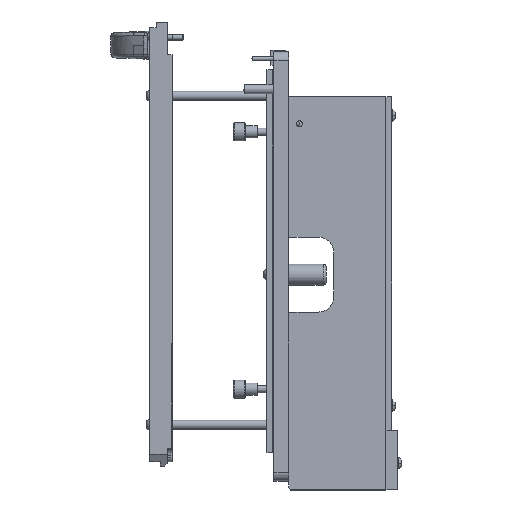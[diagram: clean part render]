
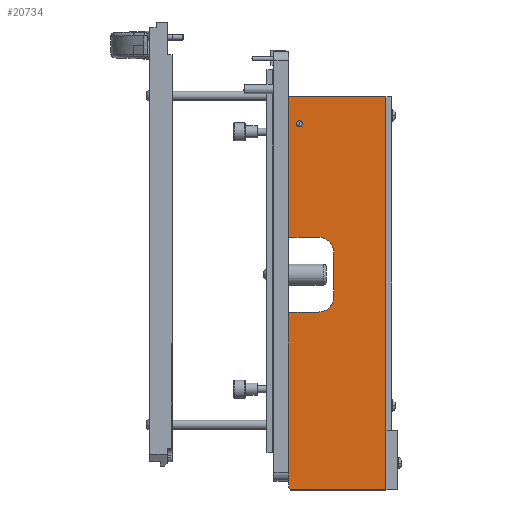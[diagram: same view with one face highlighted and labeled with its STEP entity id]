
A CAD part, left-side view. The second image highlights one B-rep face of the part: STEP entity #20734.
In plain terms, the highlighted face is planar.
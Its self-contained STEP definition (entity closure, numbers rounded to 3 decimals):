
#110 = LINE ( 'NONE', #6309, #6256 ) ;
#1246 = CARTESIAN_POINT ( 'NONE',  ( 5., 65., 12.5 ) ) ;
#1564 = VERTEX_POINT ( 'NONE', #27672 ) ;
#2048 = VECTOR ( 'NONE', #19254, 1000. ) ;
#2144 = DIRECTION ( 'NONE',  ( 1., 0., 0. ) ) ;
#2529 = DIRECTION ( 'NONE',  ( 0., -1., 0. ) ) ;
#2762 = DIRECTION ( 'NONE',  ( -1., 0., 0. ) ) ;
#3646 = EDGE_CURVE ( 'NONE', #20951, #7536, #40472, .T. ) ;
#4115 = CARTESIAN_POINT ( 'NONE',  ( 5., 0., -131.5 ) ) ;
#4378 = VERTEX_POINT ( 'NONE', #16457 ) ;
#4964 = VERTEX_POINT ( 'NONE', #44165 ) ;
#5279 = VERTEX_POINT ( 'NONE', #1246 ) ;
#5672 = DIRECTION ( 'NONE',  ( 0., 0., 1. ) ) ;
#6184 = CARTESIAN_POINT ( 'NONE',  ( 5., 65., 131.5 ) ) ;
#6256 = VECTOR ( 'NONE', #31889, 1000. ) ;
#6309 = CARTESIAN_POINT ( 'NONE',  ( 5., 0., 131.5 ) ) ;
#7536 = VERTEX_POINT ( 'NONE', #18337 ) ;
#7645 = ORIENTED_EDGE ( 'NONE', *, *, #11674, .F. ) ;
#8850 = ORIENTED_EDGE ( 'NONE', *, *, #3646, .F. ) ;
#8919 = ORIENTED_EDGE ( 'NONE', *, *, #19137, .F. ) ;
#9191 = VERTEX_POINT ( 'NONE', #4115 ) ;
#9408 = LINE ( 'NONE', #44251, #24587 ) ;
#9426 = FACE_OUTER_BOUND ( 'NONE', #18805, .T. ) ;
#10537 = AXIS2_PLACEMENT_3D ( 'NONE', #33488, #2144, #30233 ) ;
#10681 = CARTESIAN_POINT ( 'NONE',  ( 5., 65., 131.5 ) ) ;
#10907 = ORIENTED_EDGE ( 'NONE', *, *, #18774, .T. ) ;
#11019 = CIRCLE ( 'NONE', #43424, 2. ) ;
#11270 = EDGE_CURVE ( 'NONE', #26930, #20951, #45177, .T. ) ;
#11674 = EDGE_CURVE ( 'NONE', #5279, #34567, #9408, .T. ) ;
#11864 = CARTESIAN_POINT ( 'NONE',  ( 5., 45., 12.5 ) ) ;
#12574 = DIRECTION ( 'NONE',  ( 0., 1., 0. ) ) ;
#13107 = DIRECTION ( 'NONE',  ( 0., -1., 0. ) ) ;
#13116 = LINE ( 'NONE', #27170, #19489 ) ;
#13152 = EDGE_LOOP ( 'NONE', ( #32966, #10907 ) ) ;
#13161 = DIRECTION ( 'NONE',  ( 0., -0.5, 0.866 ) ) ;
#13372 = ORIENTED_EDGE ( 'NONE', *, *, #30546, .T. ) ;
#13582 = LINE ( 'NONE', #31586, #38675 ) ;
#14603 = ORIENTED_EDGE ( 'NONE', *, *, #39032, .F. ) ;
#15799 = LINE ( 'NONE', #40025, #2048 ) ;
#16001 = DIRECTION ( 'NONE',  ( 0., 0., -1. ) ) ;
#16457 = CARTESIAN_POINT ( 'NONE',  ( 5., 57.9, -115.5 ) ) ;
#16590 = VECTOR ( 'NONE', #24891, 1000. ) ;
#18102 = EDGE_CURVE ( 'NONE', #34567, #24103, #24648, .T. ) ;
#18337 = CARTESIAN_POINT ( 'NONE',  ( 5., 65., -37.5 ) ) ;
#18606 = CARTESIAN_POINT ( 'NONE',  ( 5., 65., -131.5 ) ) ;
#18774 = EDGE_CURVE ( 'NONE', #4378, #1564, #25334, .T. ) ;
#18805 = EDGE_LOOP ( 'NONE', ( #40742, #33923, #35695, #13372, #8919, #14603, #8850, #23471, #33061, #36316, #7645 ) ) ;
#19137 = EDGE_CURVE ( 'NONE', #43321, #9191, #13116, .T. ) ;
#19219 = DIRECTION ( 'NONE',  ( 1., 0., 0. ) ) ;
#19254 = DIRECTION ( 'NONE',  ( 0., 0., -1. ) ) ;
#19489 = VECTOR ( 'NONE', #2529, 1000. ) ;
#20734 = ADVANCED_FACE ( 'NONE', ( #37791, #9426 ), #23938, .F. ) ;
#20951 = VERTEX_POINT ( 'NONE', #31309 ) ;
#21500 = LINE ( 'NONE', #10681, #31695 ) ;
#22353 = LINE ( 'NONE', #32302, #16590 ) ;
#23471 = ORIENTED_EDGE ( 'NONE', *, *, #11270, .F. ) ;
#23938 = PLANE ( 'NONE',  #24038 ) ;
#24038 = AXIS2_PLACEMENT_3D ( 'NONE', #6184, #2762, #37563 ) ;
#24103 = VERTEX_POINT ( 'NONE', #43850 ) ;
#24587 = VECTOR ( 'NONE', #13107, 1000. ) ;
#24648 = CIRCLE ( 'NONE', #30557, 10. ) ;
#24891 = DIRECTION ( 'NONE',  ( 0., 0., -1. ) ) ;
#25206 = EDGE_CURVE ( 'NONE', #1564, #4378, #11019, .T. ) ;
#25334 = CIRCLE ( 'NONE', #43028, 2. ) ;
#26150 = CARTESIAN_POINT ( 'NONE',  ( 5., 65., -37.5 ) ) ;
#26323 = EDGE_CURVE ( 'NONE', #36084, #4964, #30009, .T. ) ;
#26569 = VECTOR ( 'NONE', #13161, 1000. ) ;
#26930 = VERTEX_POINT ( 'NONE', #41674 ) ;
#27170 = CARTESIAN_POINT ( 'NONE',  ( 5., 65., -131.5 ) ) ;
#27648 = DIRECTION ( 'NONE',  ( 0., 0., -1. ) ) ;
#27672 = CARTESIAN_POINT ( 'NONE',  ( 5., 57.9, -111.5 ) ) ;
#28782 = CARTESIAN_POINT ( 'NONE',  ( 5., 57.9, -113.5 ) ) ;
#29885 = DIRECTION ( 'NONE',  ( -1., 0., 0. ) ) ;
#30009 = LINE ( 'NONE', #40848, #26569 ) ;
#30135 = VERTEX_POINT ( 'NONE', #37784 ) ;
#30233 = DIRECTION ( 'NONE',  ( 0., 0., -1. ) ) ;
#30546 = EDGE_CURVE ( 'NONE', #30135, #9191, #110, .T. ) ;
#30557 = AXIS2_PLACEMENT_3D ( 'NONE', #36981, #19219, #16001 ) ;
#31309 = CARTESIAN_POINT ( 'NONE',  ( 5., 45., -37.5 ) ) ;
#31586 = CARTESIAN_POINT ( 'NONE',  ( 5., 65., 131.5 ) ) ;
#31695 = VECTOR ( 'NONE', #35140, 1000. ) ;
#31889 = DIRECTION ( 'NONE',  ( 0., 0., -1. ) ) ;
#32302 = CARTESIAN_POINT ( 'NONE',  ( 5., 65., 131.5 ) ) ;
#32966 = ORIENTED_EDGE ( 'NONE', *, *, #25206, .T. ) ;
#33061 = ORIENTED_EDGE ( 'NONE', *, *, #42621, .F. ) ;
#33488 = CARTESIAN_POINT ( 'NONE',  ( 5., 45., -27.5 ) ) ;
#33923 = ORIENTED_EDGE ( 'NONE', *, *, #26323, .T. ) ;
#34567 = VERTEX_POINT ( 'NONE', #11864 ) ;
#35140 = DIRECTION ( 'NONE',  ( 0., -1., 0. ) ) ;
#35499 = CARTESIAN_POINT ( 'NONE',  ( 5., 57.9, -113.5 ) ) ;
#35695 = ORIENTED_EDGE ( 'NONE', *, *, #45287, .T. ) ;
#36084 = VERTEX_POINT ( 'NONE', #36823 ) ;
#36316 = ORIENTED_EDGE ( 'NONE', *, *, #18102, .F. ) ;
#36687 = EDGE_CURVE ( 'NONE', #36084, #5279, #13582, .T. ) ;
#36823 = CARTESIAN_POINT ( 'NONE',  ( 5., 65., 129.5 ) ) ;
#36981 = CARTESIAN_POINT ( 'NONE',  ( 5., 45., 2.5 ) ) ;
#37563 = DIRECTION ( 'NONE',  ( 0., 0., 1. ) ) ;
#37784 = CARTESIAN_POINT ( 'NONE',  ( 5., 0., 131.5 ) ) ;
#37791 = FACE_BOUND ( 'NONE', #13152, .T. ) ;
#38141 = VECTOR ( 'NONE', #12574, 1000. ) ;
#38675 = VECTOR ( 'NONE', #27648, 1000. ) ;
#39032 = EDGE_CURVE ( 'NONE', #7536, #43321, #22353, .T. ) ;
#40025 = CARTESIAN_POINT ( 'NONE',  ( 5., 35., 2.5 ) ) ;
#40472 = LINE ( 'NONE', #26150, #38141 ) ;
#40742 = ORIENTED_EDGE ( 'NONE', *, *, #36687, .F. ) ;
#40848 = CARTESIAN_POINT ( 'NONE',  ( 5., 65., 129.5 ) ) ;
#41674 = CARTESIAN_POINT ( 'NONE',  ( 5., 35., -27.5 ) ) ;
#41738 = DIRECTION ( 'NONE',  ( -1., 0., 0. ) ) ;
#42621 = EDGE_CURVE ( 'NONE', #24103, #26930, #15799, .T. ) ;
#43028 = AXIS2_PLACEMENT_3D ( 'NONE', #35499, #41738, #45200 ) ;
#43321 = VERTEX_POINT ( 'NONE', #18606 ) ;
#43424 = AXIS2_PLACEMENT_3D ( 'NONE', #28782, #29885, #5672 ) ;
#43850 = CARTESIAN_POINT ( 'NONE',  ( 5., 35., 2.5 ) ) ;
#44165 = CARTESIAN_POINT ( 'NONE',  ( 5., 63.845, 131.5 ) ) ;
#44251 = CARTESIAN_POINT ( 'NONE',  ( 5., 65., 12.5 ) ) ;
#45177 = CIRCLE ( 'NONE', #10537, 10. ) ;
#45200 = DIRECTION ( 'NONE',  ( 0., 0., 1. ) ) ;
#45287 = EDGE_CURVE ( 'NONE', #4964, #30135, #21500, .T. ) ;
